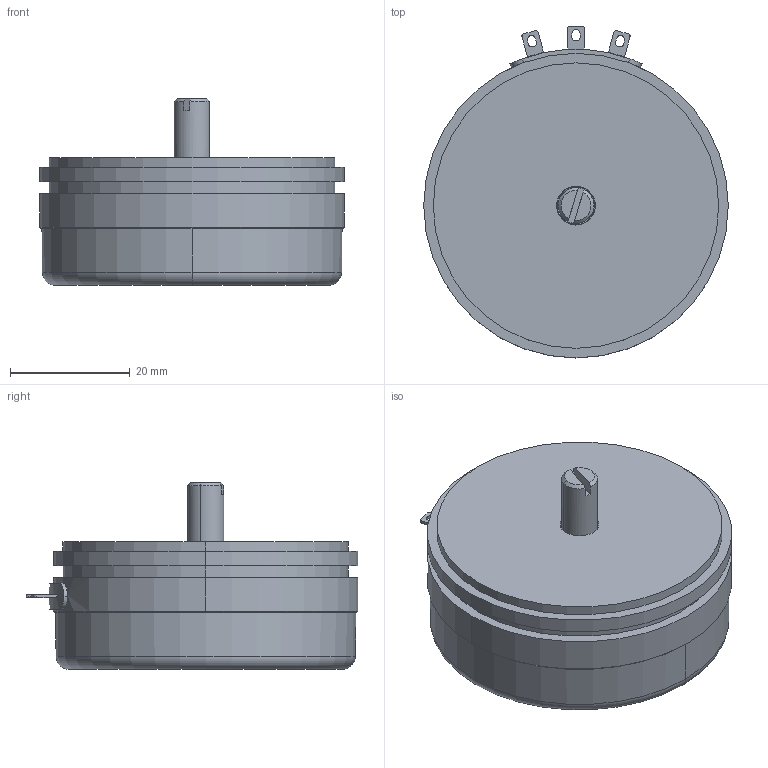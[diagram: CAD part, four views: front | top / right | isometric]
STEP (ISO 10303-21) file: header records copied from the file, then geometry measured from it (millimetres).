
FILE_DESCRIPTION (( 'STEP AP214' ), '1' );
FILE_NAME ('P65.STEP', '2012-04-02T07:39:19', ( 'dummy' ), ( 'Hewlett-Packard Company' ), 'SwSTEP 2.0', 'SolidWorks 2011', '' );
FILE_SCHEMA (( 'AUTOMOTIVE_DESIGN' ));
Length unit declared in the file: millimetre
Products named in the file (1): P65
Bounding box: 50.8 x 55.37 x 31.16 mm (x, y, z)
Surface area: 8295 mm2 (no closed solid volume)
Topology: 0 solids, 8 shells, 77 faces, 268 edges, 204 vertices
Faces by surface type: plane 35, cylinder 29, cone 7, torus 4, sphere 2
Entity records: 3960 total; most frequent: CARTESIAN_POINT 710, DIRECTION 525, ORIENTED_EDGE 430, EDGE_CURVE 268, VERTEX_POINT 204, AXIS2_PLACEMENT_3D 193, VECTOR 139, LINE 139
